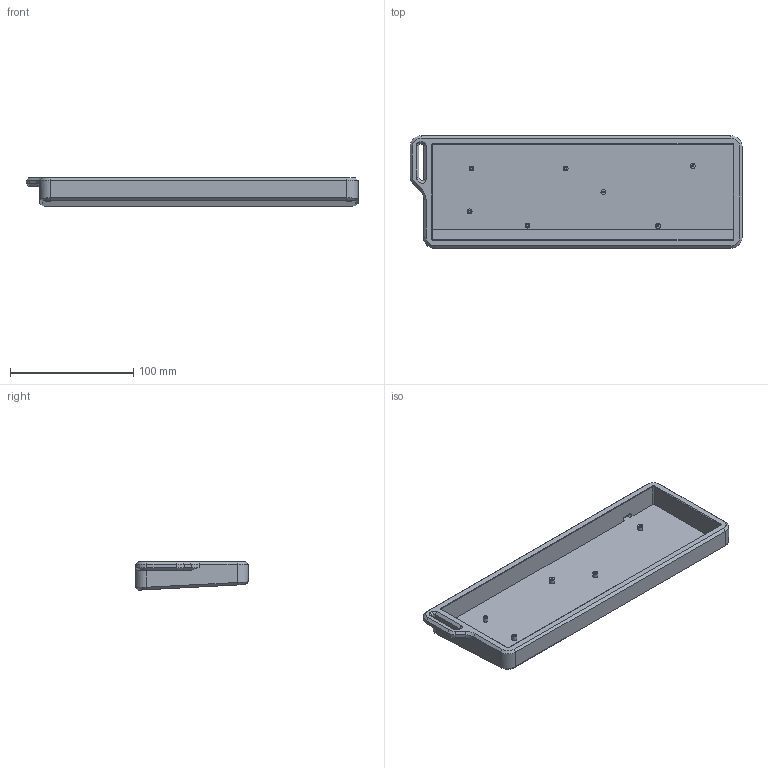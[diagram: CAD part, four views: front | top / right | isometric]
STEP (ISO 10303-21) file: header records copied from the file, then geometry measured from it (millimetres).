
FILE_DESCRIPTION(/* description */ (''),/* implementation_level */ '2;1');
FILE_NAME(/* name */ 'CNC Strapvan MFR2.step',/* time_stamp */ '2024-10-16T18:43:06-07:00',/* author */ (''),/* organization */ (''),/* preprocessor_version */ 'ST-DEVELOPER v20',/* originating_system */ 'Autodesk Translation Framework v13.20.0.188',/* authorisation */ '');
FILE_SCHEMA (('AUTOMOTIVE_DESIGN { 1 0 10303 214 3 1 1 }'));
Length unit declared in the file: millimetre
Products named in the file (1): CNC Strapvan MFR2
Bounding box: 268.89 x 91.2 x 22.95 mm (x, y, z)
Volume: 143892.1 mm3; surface area: 72385.6 mm2
Topology: 1 solids, 1 shells, 148 faces, 327 edges, 199 vertices
Faces by surface type: plane 73, cylinder 41, cone 25, bspline 9
Full cylindrical faces by diameter (mm): 1.6 x7, 4 x7, 6.5 x4
Entity records: 4239 total; most frequent: CARTESIAN_POINT 922, DIRECTION 692, ORIENTED_EDGE 654, EDGE_CURVE 327, AXIS2_PLACEMENT_3D 245, LINE 202, VECTOR 202, VERTEX_POINT 199
